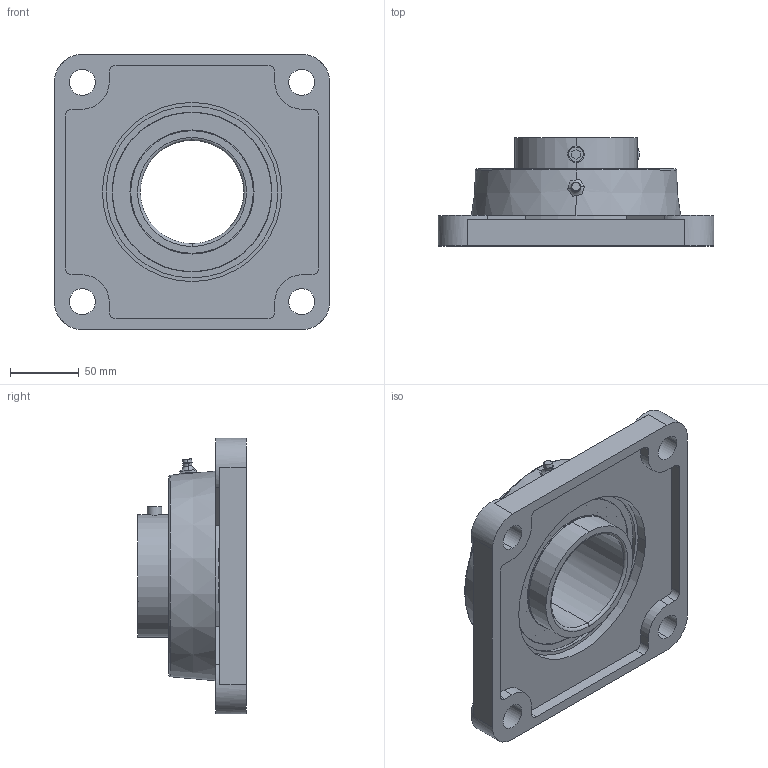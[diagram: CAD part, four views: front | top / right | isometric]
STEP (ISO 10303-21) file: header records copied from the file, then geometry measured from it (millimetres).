
FILE_DESCRIPTION((''),'2;1');
FILE_NAME('UCF215_ASM','2018-12-18T15:19:40',('giuseppe.caruso'),(''),'CREO PARAMETRIC BY PTC INC, 2016390','CREO PARAMETRIC BY PTC INC, 2016390','');
FILE_SCHEMA(('CONFIG_CONTROL_DESIGN'));
Length unit declared in the file: millimetre
Products named in the file (11): F215; UC215_AI_AF0; UC215_AE_AF0; UC215_BALL; UC215_CAGE; UC215_SEAL; UC215_FLAP; GRANOM12X1_5; UC215_ASM; INGR_M10X1; UCF215_ASM
Assembly tree (22 placements, depth 3):
  UCF215_ASM
    F215
    UC215_ASM
      UC215_AI_AF0
      UC215_AE_AF0
      UC215_BALL  x10
      UC215_CAGE
      UC215_SEAL  x2
      UC215_FLAP  x2
      GRANOM12X1_5  x2
    INGR_M10X1
Bounding box: 200 x 78.5 x 200 mm (x, y, z)
Volume: 786597.7 mm3; surface area: 253980.3 mm2
Topology: 21 solids, 25 shells, 819 faces, 2165 edges, 1400 vertices
Faces by surface type: plane 569, cylinder 126, sphere 64, cone 42, torus 18
Entity records: 24423 total; most frequent: CARTESIAN_POINT 4849, ORIENTED_EDGE 4006, DIRECTION 3998, EDGE_CURVE 2011, VECTOR 1488, LINE 1488, VERTEX_POINT 1322, AXIS2_PLACEMENT_3D 1255
